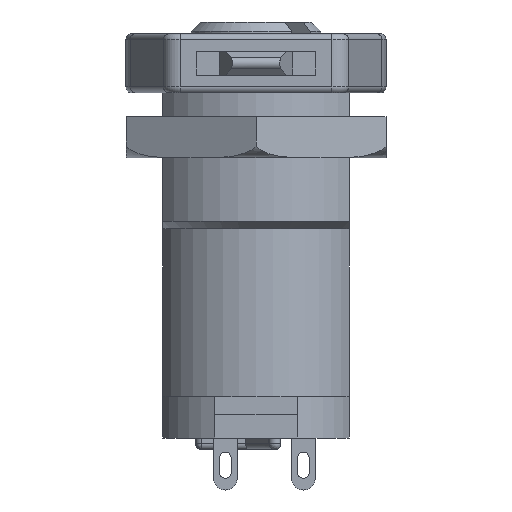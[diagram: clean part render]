
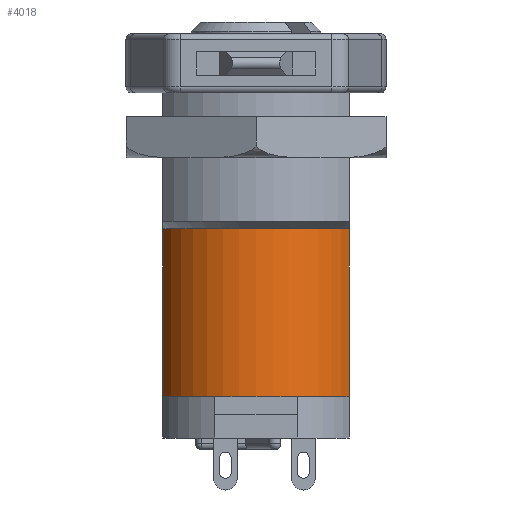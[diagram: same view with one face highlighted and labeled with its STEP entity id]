
A CAD part, front view. The second image highlights one B-rep face of the part: STEP entity #4018.
In plain terms, the highlighted cylindrical face has radius 8.6 mm (diameter 17.2 mm), a partial arc.
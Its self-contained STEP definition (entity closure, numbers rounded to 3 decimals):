
#125 = CIRCLE ( 'NONE', #147, 8.6 ) ;
#147 = AXIS2_PLACEMENT_3D ( 'NONE', #568, #569, #570 ) ;
#190 = CIRCLE ( 'NONE', #191, 8.6 ) ;
#191 = AXIS2_PLACEMENT_3D ( 'NONE', #646, #647, #648 ) ;
#193 = VECTOR ( 'NONE', #650, 1000. ) ;
#194 = VECTOR ( 'NONE', #652, 1000. ) ;
#227 = AXIS2_PLACEMENT_3D ( 'NONE', #737, #738, #739 ) ;
#369 = CARTESIAN_POINT ( 'NONE',  ( 7.9, -3.399, -30.7 ) ) ;
#370 = CARTESIAN_POINT ( 'NONE',  ( -7.9, -3.399, -30.7 ) ) ;
#391 = CARTESIAN_POINT ( 'NONE',  ( 7.9, -3.399, -16.5 ) ) ;
#392 = CARTESIAN_POINT ( 'NONE',  ( -7.9, -3.399, -16.5 ) ) ;
#568 = CARTESIAN_POINT ( 'NONE',  ( 0., 0., -30.7 ) ) ;
#569 = DIRECTION ( 'NONE',  ( 0., 0., 1. ) ) ;
#570 = DIRECTION ( 'NONE',  ( 1., 0., 0. ) ) ;
#646 = CARTESIAN_POINT ( 'NONE',  ( 0., 0., -16.5 ) ) ;
#647 = DIRECTION ( 'NONE',  ( 0., 0., 1. ) ) ;
#648 = DIRECTION ( 'NONE',  ( 1., 0., 0. ) ) ;
#649 = CARTESIAN_POINT ( 'NONE',  ( 7.9, -3.399, 0. ) ) ;
#650 = DIRECTION ( 'NONE',  ( 0., 0., -1. ) ) ;
#651 = CARTESIAN_POINT ( 'NONE',  ( -7.9, -3.399, 0. ) ) ;
#652 = DIRECTION ( 'NONE',  ( 0., 0., 1. ) ) ;
#737 = CARTESIAN_POINT ( 'NONE',  ( 0., 0., 0. ) ) ;
#738 = DIRECTION ( 'NONE',  ( 0., 0., 1. ) ) ;
#739 = DIRECTION ( 'NONE',  ( 1., 0., 0. ) ) ;
#2828 = VERTEX_POINT ( 'NONE', #369 ) ;
#2829 = VERTEX_POINT ( 'NONE', #370 ) ;
#2850 = VERTEX_POINT ( 'NONE', #391 ) ;
#2851 = VERTEX_POINT ( 'NONE', #392 ) ;
#3214 = EDGE_LOOP ( 'NONE', ( #3630, #3633, #3632, #3634 ) ) ;
#3630 = ORIENTED_EDGE ( 'NONE', *, *, #3989, .F. ) ;
#3632 = ORIENTED_EDGE ( 'NONE', *, *, #3990, .F. ) ;
#3633 = ORIENTED_EDGE ( 'NONE', *, *, #3988, .F. ) ;
#3634 = ORIENTED_EDGE ( 'NONE', *, *, #3952, .T. ) ;
#3952 = EDGE_CURVE ( 'NONE', #2829, #2828, #125, .T. ) ;
#3988 = EDGE_CURVE ( 'NONE', #2851, #2850, #190, .T. ) ;
#3989 = EDGE_CURVE ( 'NONE', #2850, #2828, #4640, .T. ) ;
#3990 = EDGE_CURVE ( 'NONE', #2829, #2851, #4641, .T. ) ;
#4018 = ADVANCED_FACE ( 'NONE', ( #4658 ), #4659, .T. ) ;
#4640 = LINE ( 'NONE', #649, #193 ) ;
#4641 = LINE ( 'NONE', #651, #194 ) ;
#4658 = FACE_OUTER_BOUND ( 'NONE', #3214, .T. ) ;
#4659 = CYLINDRICAL_SURFACE ( 'NONE', #227, 8.6 ) ;
